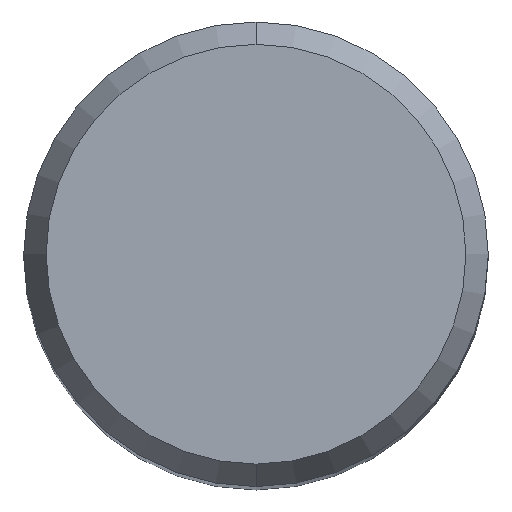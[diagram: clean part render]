
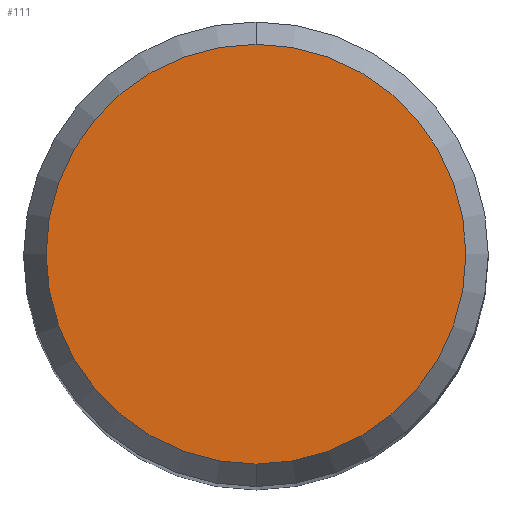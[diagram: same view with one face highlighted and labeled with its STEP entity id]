
A CAD part, top view. The second image highlights one B-rep face of the part: STEP entity #111.
In plain terms, the highlighted planar face has unit normal (0, 0, 1).
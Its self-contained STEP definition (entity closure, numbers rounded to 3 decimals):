
#101=EDGE_CURVE('',#199,#119,#252,.T.);
#111=ADVANCED_FACE('',(#262),#263,.T.);
#119=VERTEX_POINT('',#273);
#199=VERTEX_POINT('',#363);
#217=EDGE_CURVE('',#119,#199,#382,.T.);
#252=CIRCLE('',#414,4.304);
#262=FACE_OUTER_BOUND('',#427,.T.);
#263=PLANE('',#428);
#273=CARTESIAN_POINT('',(0.0,4.304,0.0));
#363=CARTESIAN_POINT('',(0.,-4.304,0.0));
#382=CIRCLE('',#581,4.304);
#414=AXIS2_PLACEMENT_3D('',#604,#605,#606);
#427=EDGE_LOOP('',(#612,#613));
#428=AXIS2_PLACEMENT_3D('',#614,#615,#616);
#581=AXIS2_PLACEMENT_3D('',#763,#764,#765);
#604=CARTESIAN_POINT('',(0.0,0.0,0.0));
#605=DIRECTION('',(0.0,0.0,-1.0));
#606=DIRECTION('',(0.0,1.0,0.0));
#612=ORIENTED_EDGE('',*,*,#217,.F.);
#613=ORIENTED_EDGE('',*,*,#101,.F.);
#614=CARTESIAN_POINT('',(0.0,2.152,0.0));
#615=DIRECTION('',(-0.0,0.0,1.0));
#616=DIRECTION('',(0.0,-1.0,0.0));
#763=CARTESIAN_POINT('',(0.0,0.0,0.0));
#764=DIRECTION('',(0.0,0.0,-1.0));
#765=DIRECTION('',(0.0,1.0,0.0));
